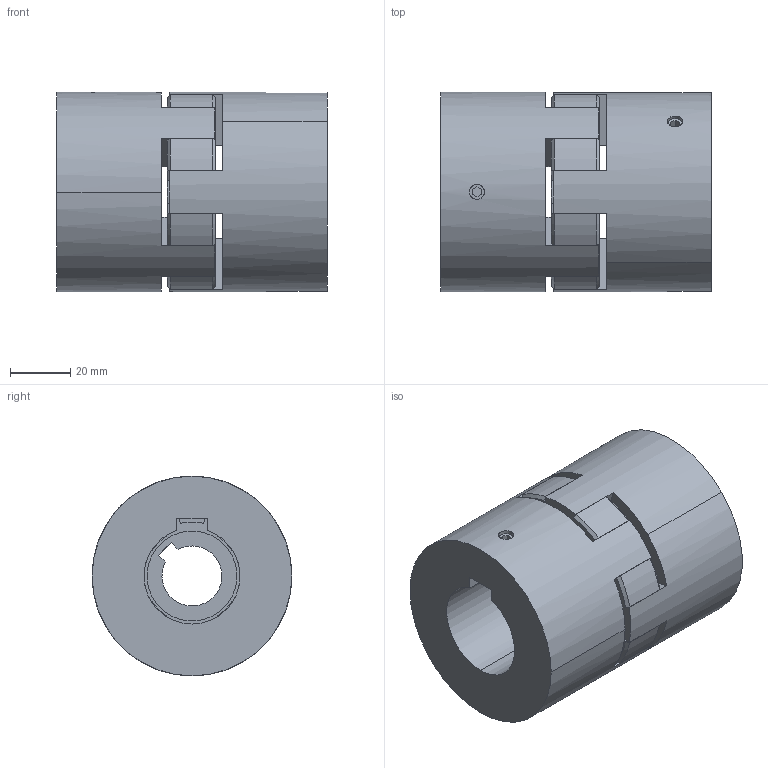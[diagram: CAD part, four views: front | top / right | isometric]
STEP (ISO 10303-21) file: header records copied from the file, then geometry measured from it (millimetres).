
FILE_DESCRIPTION(('STEP AP214'),'1');
FILE_NAME('cctmp_9DB562F2-D74B-43F6-BF6F-4A33C7A9C7B8_2023_06_09_13_18_48_0491..stp','2023-06-09T11:18:48',('R+W Antriebselemente GmbH'),('CADClick - www.CADClick.com'),'Spatial InterOp 3D',' ','unknown authorization');
FILE_SCHEMA(('AUTOMOTIVE_DESIGN'));
Length unit declared in the file: millimetre
Products named in the file (4): cc_unnamed; EK1/150/90/B/32-PFN/20-PFN_2; EK1/150/90/B/32-PFN/20-PFN_1; EK1/150/90/B/32-PFN/20-PFN
Assembly tree (3 placements, depth 2):
  cc_unnamed
    EK1/150/90/B/32-PFN/20-PFN_2
    EK1/150/90/B/32-PFN/20-PFN_1
    EK1/150/90/B/32-PFN/20-PFN
Bounding box: 90 x 66.5 x 66.5 mm (x, y, z)
Volume: 250191.7 mm3; surface area: 51566.9 mm2
Topology: 5 solids, 5 shells, 164 faces, 436 edges, 288 vertices
Faces by surface type: plane 94, cylinder 46, cone 24
Entity records: 6673 total; most frequent: CARTESIAN_POINT 1016, DIRECTION 904, ORIENTED_EDGE 872, EDGE_CURVE 436, AXIS2_PLACEMENT_3D 304, LINE 296, VECTOR 296, VERTEX_POINT 288
